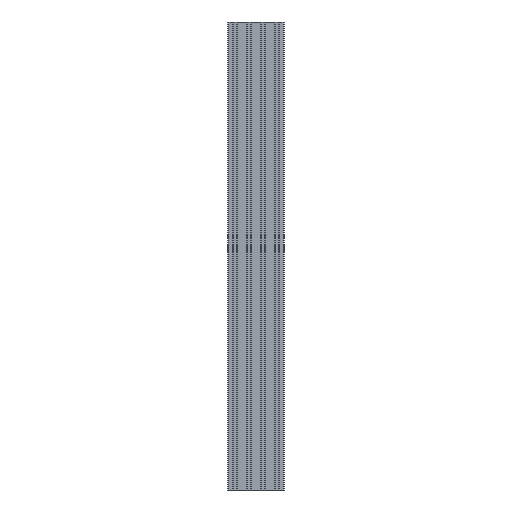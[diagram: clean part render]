
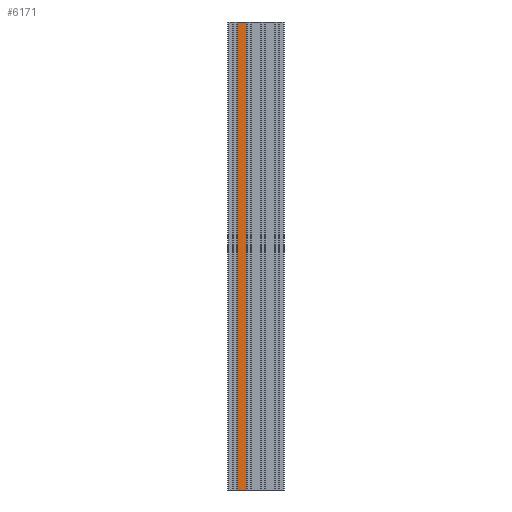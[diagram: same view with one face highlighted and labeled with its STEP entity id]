
A CAD part, front view. The second image highlights one B-rep face of the part: STEP entity #6171.
In plain terms, the highlighted planar face has unit normal (0, -1, 0).
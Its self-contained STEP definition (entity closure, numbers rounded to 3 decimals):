
#358 = CARTESIAN_POINT ( 'NONE',  ( -40.1, 0., 0. ) ) ;
#1085 = ORIENTED_EDGE ( 'NONE', *, *, #10385, .F. ) ;
#1438 = DIRECTION ( 'NONE',  ( 0., -1., 0. ) ) ;
#1471 = VECTOR ( 'NONE', #3349, 1000. ) ;
#1508 = LINE ( 'NONE', #8509, #1471 ) ;
#2028 = PLANE ( 'NONE',  #5767 ) ;
#2192 = DIRECTION ( 'NONE',  ( 0., 0., 1. ) ) ;
#2526 = EDGE_CURVE ( 'NONE', #11354, #4083, #3754, .T. ) ;
#2629 = VECTOR ( 'NONE', #2192, 1000. ) ;
#3065 = CARTESIAN_POINT ( 'NONE',  ( -40.1, 0., 0. ) ) ;
#3216 = ORIENTED_EDGE ( 'NONE', *, *, #2526, .T. ) ;
#3349 = DIRECTION ( 'NONE',  ( 1., 0., 0. ) ) ;
#3754 = LINE ( 'NONE', #9943, #2629 ) ;
#3925 = LINE ( 'NONE', #358, #7967 ) ;
#4083 = VERTEX_POINT ( 'NONE', #9187 ) ;
#4844 = DIRECTION ( 'NONE',  ( 0., 0., 1. ) ) ;
#4991 = LINE ( 'NONE', #5218, #8611 ) ;
#5218 = CARTESIAN_POINT ( 'NONE',  ( -40.1, 0., 1000. ) ) ;
#5358 = CARTESIAN_POINT ( 'NONE',  ( -19.9, 0., 0. ) ) ;
#5767 = AXIS2_PLACEMENT_3D ( 'NONE', #6453, #1438, #8278 ) ;
#5910 = DIRECTION ( 'NONE',  ( 1., 0., 0. ) ) ;
#5951 = ORIENTED_EDGE ( 'NONE', *, *, #11254, .T. ) ;
#6171 = ADVANCED_FACE ( 'NONE', ( #9887 ), #2028, .T. ) ;
#6178 = EDGE_CURVE ( 'NONE', #10782, #7986, #3925, .T. ) ;
#6453 = CARTESIAN_POINT ( 'NONE',  ( -40.1, 0., 0. ) ) ;
#7967 = VECTOR ( 'NONE', #4844, 1000. ) ;
#7986 = VERTEX_POINT ( 'NONE', #10601 ) ;
#8278 = DIRECTION ( 'NONE',  ( 0., 0., -1. ) ) ;
#8509 = CARTESIAN_POINT ( 'NONE',  ( -40.1, 0., 0. ) ) ;
#8611 = VECTOR ( 'NONE', #5910, 1000. ) ;
#8656 = ORIENTED_EDGE ( 'NONE', *, *, #6178, .F. ) ;
#9187 = CARTESIAN_POINT ( 'NONE',  ( -19.9, 0., 1000. ) ) ;
#9887 = FACE_OUTER_BOUND ( 'NONE', #11152, .T. ) ;
#9943 = CARTESIAN_POINT ( 'NONE',  ( -19.9, 0., 0. ) ) ;
#10385 = EDGE_CURVE ( 'NONE', #7986, #4083, #4991, .T. ) ;
#10601 = CARTESIAN_POINT ( 'NONE',  ( -40.1, 0., 1000. ) ) ;
#10782 = VERTEX_POINT ( 'NONE', #3065 ) ;
#11152 = EDGE_LOOP ( 'NONE', ( #1085, #8656, #5951, #3216 ) ) ;
#11254 = EDGE_CURVE ( 'NONE', #10782, #11354, #1508, .T. ) ;
#11354 = VERTEX_POINT ( 'NONE', #5358 ) ;
